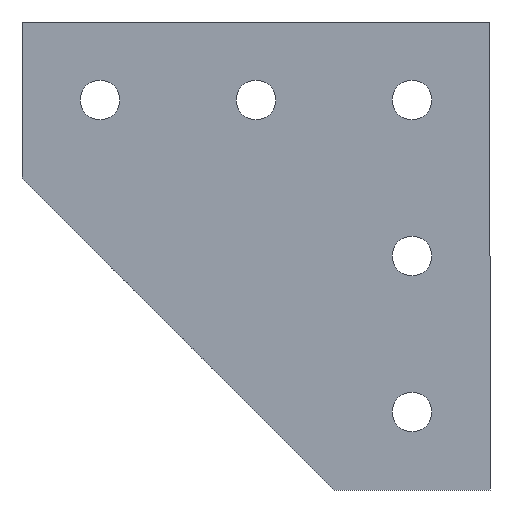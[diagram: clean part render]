
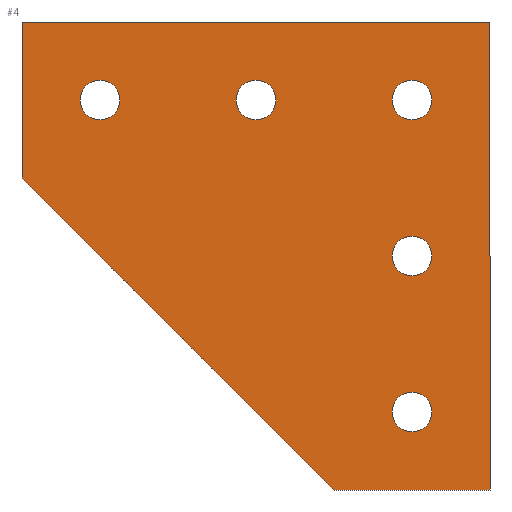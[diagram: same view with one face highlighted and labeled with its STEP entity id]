
A CAD part, front view. The second image highlights one B-rep face of the part: STEP entity #4.
In plain terms, the highlighted planar face has unit normal (0, -1, 0).
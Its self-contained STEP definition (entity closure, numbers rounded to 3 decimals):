
#4 = ADVANCED_FACE ( 'NONE', ( #351, #360, #355, #494, #357, #361 ), #473, .T. ) ;
#46 = CIRCLE ( 'NONE', #407, 2.55 ) ;
#48 = VECTOR ( 'NONE', #310, 1000. ) ;
#49 = LINE ( 'NONE', #343, #48 ) ;
#50 = VECTOR ( 'NONE', #249, 1000. ) ;
#56 = CIRCLE ( 'NONE', #459, 2.55 ) ;
#57 = VECTOR ( 'NONE', #386, 1000. ) ;
#61 = CARTESIAN_POINT ( 'NONE',  ( -10., 0., -50. ) ) ;
#62 = LINE ( 'NONE', #404, #57 ) ;
#72 = LINE ( 'NONE', #252, #50 ) ;
#82 = VECTOR ( 'NONE', #153, 1000. ) ;
#83 = CIRCLE ( 'NONE', #526, 2.55 ) ;
#92 = LINE ( 'NONE', #223, #82 ) ;
#102 = CIRCLE ( 'NONE', #619, 2.55 ) ;
#103 = CIRCLE ( 'NONE', #322, 2.55 ) ;
#110 = CIRCLE ( 'NONE', #436, 2.55 ) ;
#120 = CIRCLE ( 'NONE', #488, 2.55 ) ;
#130 = CARTESIAN_POINT ( 'NONE',  ( -20., 0., -2.55 ) ) ;
#132 = DIRECTION ( 'NONE',  ( 0., 1., 0. ) ) ;
#151 = CIRCLE ( 'NONE', #199, 2.55 ) ;
#153 = DIRECTION ( 'NONE',  ( -0.707, 0., 0.707 ) ) ;
#157 = CARTESIAN_POINT ( 'NONE',  ( -40., 0., -2.55 ) ) ;
#166 = DIRECTION ( 'NONE',  ( 0., 1., 0. ) ) ;
#170 = DIRECTION ( 'NONE',  ( 0., 0., 1. ) ) ;
#171 = DIRECTION ( 'NONE',  ( 0., 0., 1. ) ) ;
#175 = LINE ( 'NONE', #505, #177 ) ;
#177 = VECTOR ( 'NONE', #333, 1000. ) ;
#180 = CIRCLE ( 'NONE', #403, 2.55 ) ;
#189 = VERTEX_POINT ( 'NONE', #409 ) ;
#190 = CARTESIAN_POINT ( 'NONE',  ( 0., 0., -20. ) ) ;
#199 = AXIS2_PLACEMENT_3D ( 'NONE', #635, #376, #493 ) ;
#200 = CARTESIAN_POINT ( 'NONE',  ( 0., 0., -22.55 ) ) ;
#214 = ORIENTED_EDGE ( 'NONE', *, *, #516, .T. ) ;
#222 = AXIS2_PLACEMENT_3D ( 'NONE', #626, #132, #569 ) ;
#223 = CARTESIAN_POINT ( 'NONE',  ( -50., 0., -10. ) ) ;
#227 = ORIENTED_EDGE ( 'NONE', *, *, #622, .T. ) ;
#228 = EDGE_LOOP ( 'NONE', ( #292, #285 ) ) ;
#233 = DIRECTION ( 'NONE',  ( 0., 0., 1. ) ) ;
#235 = DIRECTION ( 'NONE',  ( 0., 1., 0. ) ) ;
#236 = CARTESIAN_POINT ( 'NONE',  ( -20., 0., 0. ) ) ;
#239 = ORIENTED_EDGE ( 'NONE', *, *, #636, .F. ) ;
#243 = EDGE_CURVE ( 'NONE', #580, #627, #180, .T. ) ;
#248 = VERTEX_POINT ( 'NONE', #525 ) ;
#249 = DIRECTION ( 'NONE',  ( 0., 0., 1. ) ) ;
#251 = VERTEX_POINT ( 'NONE', #503 ) ;
#252 = CARTESIAN_POINT ( 'NONE',  ( -50., 0., 10. ) ) ;
#255 = VERTEX_POINT ( 'NONE', #501 ) ;
#259 = EDGE_LOOP ( 'NONE', ( #317, #301, #339, #338, #239 ) ) ;
#263 = DIRECTION ( 'NONE',  ( 0., 1., 0. ) ) ;
#264 = DIRECTION ( 'NONE',  ( 0., 0., -1. ) ) ;
#280 = VERTEX_POINT ( 'NONE', #130 ) ;
#281 = EDGE_LOOP ( 'NONE', ( #462, #346 ) ) ;
#285 = ORIENTED_EDGE ( 'NONE', *, *, #639, .T. ) ;
#287 = CARTESIAN_POINT ( 'NONE',  ( -40., 0., 0. ) ) ;
#292 = ORIENTED_EDGE ( 'NONE', *, *, #559, .T. ) ;
#295 = EDGE_LOOP ( 'NONE', ( #227, #214 ) ) ;
#301 = ORIENTED_EDGE ( 'NONE', *, *, #356, .F. ) ;
#303 = VERTEX_POINT ( 'NONE', #157 ) ;
#309 = VERTEX_POINT ( 'NONE', #588 ) ;
#310 = DIRECTION ( 'NONE',  ( 1., 0., 0. ) ) ;
#311 = EDGE_CURVE ( 'NONE', #627, #580, #440, .T. ) ;
#313 = DIRECTION ( 'NONE',  ( 0., 0., 1. ) ) ;
#317 = ORIENTED_EDGE ( 'NONE', *, *, #545, .F. ) ;
#319 = DIRECTION ( 'NONE',  ( 0., 1., 0. ) ) ;
#321 = CARTESIAN_POINT ( 'NONE',  ( -40., 0., 0. ) ) ;
#322 = AXIS2_PLACEMENT_3D ( 'NONE', #287, #263, #429 ) ;
#329 = VERTEX_POINT ( 'NONE', #543 ) ;
#333 = DIRECTION ( 'NONE',  ( -1., 0., 0. ) ) ;
#338 = ORIENTED_EDGE ( 'NONE', *, *, #630, .F. ) ;
#339 = ORIENTED_EDGE ( 'NONE', *, *, #620, .F. ) ;
#340 = VERTEX_POINT ( 'NONE', #585 ) ;
#343 = CARTESIAN_POINT ( 'NONE',  ( 10., 0., 10. ) ) ;
#346 = ORIENTED_EDGE ( 'NONE', *, *, #453, .T. ) ;
#347 = DIRECTION ( 'NONE',  ( 0., -1., 0. ) ) ;
#351 = FACE_BOUND ( 'NONE', #611, .T. ) ;
#355 = FACE_OUTER_BOUND ( 'NONE', #259, .T. ) ;
#356 = EDGE_CURVE ( 'NONE', #536, #556, #175, .T. ) ;
#357 = FACE_BOUND ( 'NONE', #281, .T. ) ;
#360 = FACE_BOUND ( 'NONE', #295, .T. ) ;
#361 = FACE_BOUND ( 'NONE', #451, .T. ) ;
#364 = CARTESIAN_POINT ( 'NONE',  ( 0., 0., 0. ) ) ;
#376 = DIRECTION ( 'NONE',  ( 0., 1., 0. ) ) ;
#386 = DIRECTION ( 'NONE',  ( 0., 0., -1. ) ) ;
#387 = AXIS2_PLACEMENT_3D ( 'NONE', #474, #347, #264 ) ;
#399 = CARTESIAN_POINT ( 'NONE',  ( 10., 0., -50. ) ) ;
#400 = EDGE_CURVE ( 'NONE', #534, #255, #151, .T. ) ;
#403 = AXIS2_PLACEMENT_3D ( 'NONE', #513, #524, #521 ) ;
#404 = CARTESIAN_POINT ( 'NONE',  ( 10., 0., 10. ) ) ;
#407 = AXIS2_PLACEMENT_3D ( 'NONE', #236, #235, #233 ) ;
#409 = CARTESIAN_POINT ( 'NONE',  ( -50., 0., 10. ) ) ;
#429 = DIRECTION ( 'NONE',  ( 0., 0., 1. ) ) ;
#436 = AXIS2_PLACEMENT_3D ( 'NONE', #190, #568, #171 ) ;
#440 = CIRCLE ( 'NONE', #222, 2.55 ) ;
#451 = EDGE_LOOP ( 'NONE', ( #484, #482 ) ) ;
#453 = EDGE_CURVE ( 'NONE', #309, #465, #120, .T. ) ;
#459 = AXIS2_PLACEMENT_3D ( 'NONE', #321, #319, #313 ) ;
#462 = ORIENTED_EDGE ( 'NONE', *, *, #532, .T. ) ;
#465 = VERTEX_POINT ( 'NONE', #638 ) ;
#473 = PLANE ( 'NONE',  #387 ) ;
#474 = CARTESIAN_POINT ( 'NONE',  ( 0., 0., 0. ) ) ;
#476 = DIRECTION ( 'NONE',  ( 0., 0., 1. ) ) ;
#482 = ORIENTED_EDGE ( 'NONE', *, *, #311, .T. ) ;
#484 = ORIENTED_EDGE ( 'NONE', *, *, #243, .T. ) ;
#488 = AXIS2_PLACEMENT_3D ( 'NONE', #551, #489, #476 ) ;
#489 = DIRECTION ( 'NONE',  ( 0., 1., 0. ) ) ;
#493 = DIRECTION ( 'NONE',  ( 0., 0., 1. ) ) ;
#494 = FACE_BOUND ( 'NONE', #228, .T. ) ;
#495 = CARTESIAN_POINT ( 'NONE',  ( 0., 0., -42.55 ) ) ;
#498 = EDGE_CURVE ( 'NONE', #255, #534, #110, .T. ) ;
#501 = CARTESIAN_POINT ( 'NONE',  ( 0., 0., -17.45 ) ) ;
#503 = CARTESIAN_POINT ( 'NONE',  ( -20., 0., 2.55 ) ) ;
#505 = CARTESIAN_POINT ( 'NONE',  ( -10., 0., -50. ) ) ;
#513 = CARTESIAN_POINT ( 'NONE',  ( 0., 0., -40. ) ) ;
#516 = EDGE_CURVE ( 'NONE', #248, #303, #103, .T. ) ;
#521 = DIRECTION ( 'NONE',  ( 0., 0., 1. ) ) ;
#522 = CARTESIAN_POINT ( 'NONE',  ( 0., 0., -37.45 ) ) ;
#523 = DIRECTION ( 'NONE',  ( 0., 0., 1. ) ) ;
#524 = DIRECTION ( 'NONE',  ( 0., 1., 0. ) ) ;
#525 = CARTESIAN_POINT ( 'NONE',  ( -40., 0., 2.55 ) ) ;
#526 = AXIS2_PLACEMENT_3D ( 'NONE', #530, #528, #523 ) ;
#528 = DIRECTION ( 'NONE',  ( 0., 1., 0. ) ) ;
#530 = CARTESIAN_POINT ( 'NONE',  ( -20., 0., 0. ) ) ;
#532 = EDGE_CURVE ( 'NONE', #465, #309, #102, .T. ) ;
#534 = VERTEX_POINT ( 'NONE', #200 ) ;
#536 = VERTEX_POINT ( 'NONE', #399 ) ;
#543 = CARTESIAN_POINT ( 'NONE',  ( -50., 0., -10. ) ) ;
#545 = EDGE_CURVE ( 'NONE', #556, #329, #92, .T. ) ;
#550 = ORIENTED_EDGE ( 'NONE', *, *, #498, .T. ) ;
#551 = CARTESIAN_POINT ( 'NONE',  ( 0., 0., 0. ) ) ;
#556 = VERTEX_POINT ( 'NONE', #61 ) ;
#559 = EDGE_CURVE ( 'NONE', #280, #251, #83, .T. ) ;
#564 = ORIENTED_EDGE ( 'NONE', *, *, #400, .T. ) ;
#568 = DIRECTION ( 'NONE',  ( 0., 1., 0. ) ) ;
#569 = DIRECTION ( 'NONE',  ( 0., 0., 1. ) ) ;
#580 = VERTEX_POINT ( 'NONE', #495 ) ;
#585 = CARTESIAN_POINT ( 'NONE',  ( 10., 0., 10. ) ) ;
#588 = CARTESIAN_POINT ( 'NONE',  ( 0., 0., 2.55 ) ) ;
#611 = EDGE_LOOP ( 'NONE', ( #564, #550 ) ) ;
#619 = AXIS2_PLACEMENT_3D ( 'NONE', #364, #166, #170 ) ;
#620 = EDGE_CURVE ( 'NONE', #340, #536, #62, .T. ) ;
#622 = EDGE_CURVE ( 'NONE', #303, #248, #56, .T. ) ;
#626 = CARTESIAN_POINT ( 'NONE',  ( 0., 0., -40. ) ) ;
#627 = VERTEX_POINT ( 'NONE', #522 ) ;
#630 = EDGE_CURVE ( 'NONE', #189, #340, #49, .T. ) ;
#635 = CARTESIAN_POINT ( 'NONE',  ( 0., 0., -20. ) ) ;
#636 = EDGE_CURVE ( 'NONE', #329, #189, #72, .T. ) ;
#638 = CARTESIAN_POINT ( 'NONE',  ( 0., 0., -2.55 ) ) ;
#639 = EDGE_CURVE ( 'NONE', #251, #280, #46, .T. ) ;
